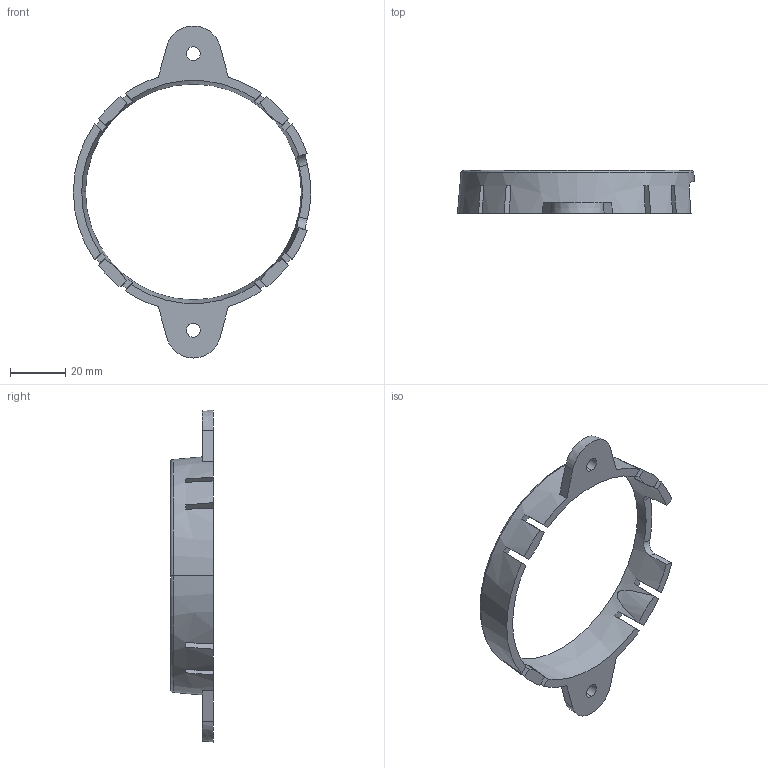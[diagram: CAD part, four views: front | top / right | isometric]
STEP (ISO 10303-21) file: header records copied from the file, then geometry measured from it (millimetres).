
FILE_DESCRIPTION (( 'STEP AP214' ), '1' );
FILE_NAME ('MB.A.MA32X_webversion.STEP', '2025-03-26T14:27:04', ( '' ), ( '' ), 'SwSTEP 2.0', 'SolidWorks 2022', '' );
FILE_SCHEMA (( 'AUTOMOTIVE_DESIGN' ));
Length unit declared in the file: millimetre
Products named in the file (1): MB.A.MA32X_webversion
Bounding box: 85.72 x 15.5 x 119.96 mm (x, y, z)
Surface area: 10633.6 mm2 (no closed solid volume)
Topology: 0 solids, 1 shells, 62 faces, 181 edges, 120 vertices
Faces by surface type: plane 43, cylinder 10, cone 7, torus 2
Entity records: 2334 total; most frequent: CARTESIAN_POINT 668, ORIENTED_EDGE 362, DIRECTION 333, EDGE_CURVE 181, AXIS2_PLACEMENT_3D 129, VERTEX_POINT 120, LINE 75, VECTOR 75
